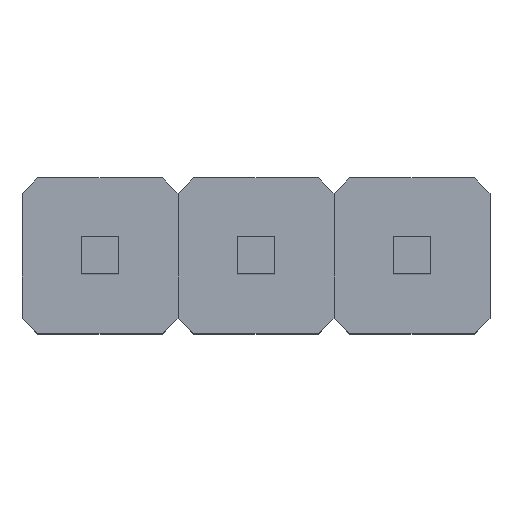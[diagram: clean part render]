
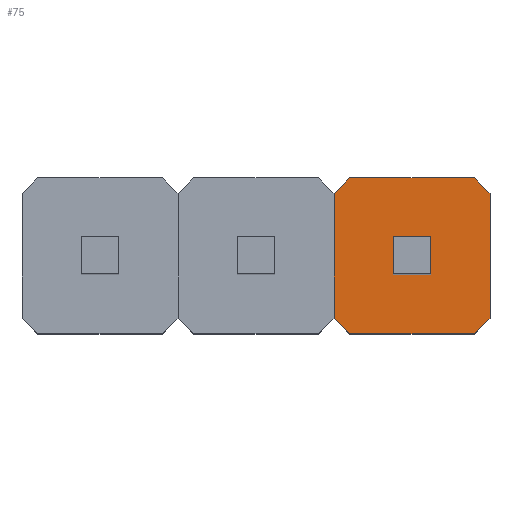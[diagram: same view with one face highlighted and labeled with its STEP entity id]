
A CAD part, top view. The second image highlights one B-rep face of the part: STEP entity #75.
In plain terms, the highlighted planar face has unit normal (0, 0, 1).
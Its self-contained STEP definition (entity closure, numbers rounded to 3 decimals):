
#9 = VERTEX_POINT ( 'NONE', #664 ) ;
#20 = LINE ( 'NONE', #176, #194 ) ;
#22 = CARTESIAN_POINT ( 'NONE',  ( -1.016, 1.27, 2.5 ) ) ;
#24 = VERTEX_POINT ( 'NONE', #32 ) ;
#25 = DIRECTION ( 'NONE',  ( 0., -1., 0. ) ) ;
#26 = ORIENTED_EDGE ( 'NONE', *, *, #83, .F. ) ;
#31 = VERTEX_POINT ( 'NONE', #334 ) ;
#32 = CARTESIAN_POINT ( 'NONE',  ( -1.27, 1.016, 2.5 ) ) ;
#36 = CARTESIAN_POINT ( 'NONE',  ( -1.27, 1.016, 2.5 ) ) ;
#75 = ADVANCED_FACE ( 'NONE', ( #388 ), #402, .T. ) ;
#83 = EDGE_CURVE ( 'NONE', #9, #24, #20, .T. ) ;
#87 = DIRECTION ( 'NONE',  ( 0.707, 0.707, 0. ) ) ;
#93 = DIRECTION ( 'NONE',  ( 0.707, -0.707, 0. ) ) ;
#96 = CARTESIAN_POINT ( 'NONE',  ( 1.016, -1.27, 2.5 ) ) ;
#122 = DIRECTION ( 'NONE',  ( 0., 1., 0. ) ) ;
#130 = VECTOR ( 'NONE', #25, 1000. ) ;
#176 = CARTESIAN_POINT ( 'NONE',  ( -1.27, -1.016, 2.5 ) ) ;
#185 = CARTESIAN_POINT ( 'NONE',  ( 1.27, 1.016, 2.5 ) ) ;
#194 = VECTOR ( 'NONE', #122, 1000. ) ;
#196 = CARTESIAN_POINT ( 'NONE',  ( -1.016, -1.27, 2.5 ) ) ;
#200 = VERTEX_POINT ( 'NONE', #562 ) ;
#216 = ORIENTED_EDGE ( 'NONE', *, *, #413, .F. ) ;
#219 = VECTOR ( 'NONE', #533, 1000. ) ;
#245 = LINE ( 'NONE', #634, #612 ) ;
#247 = VERTEX_POINT ( 'NONE', #196 ) ;
#252 = ORIENTED_EDGE ( 'NONE', *, *, #344, .T. ) ;
#266 = CARTESIAN_POINT ( 'NONE',  ( -1.27, -1.016, 2.5 ) ) ;
#271 = ORIENTED_EDGE ( 'NONE', *, *, #392, .T. ) ;
#284 = EDGE_CURVE ( 'NONE', #645, #200, #245, .T. ) ;
#286 = LINE ( 'NONE', #583, #130 ) ;
#289 = VERTEX_POINT ( 'NONE', #185 ) ;
#290 = VECTOR ( 'NONE', #93, 1000. ) ;
#303 = EDGE_CURVE ( 'NONE', #24, #31, #524, .T. ) ;
#332 = DIRECTION ( 'NONE',  ( 0., 0., 1. ) ) ;
#334 = CARTESIAN_POINT ( 'NONE',  ( -1.016, 1.27, 2.5 ) ) ;
#344 = EDGE_CURVE ( 'NONE', #289, #591, #676, .T. ) ;
#353 = DIRECTION ( 'NONE',  ( 1., 0., 0. ) ) ;
#369 = EDGE_LOOP ( 'NONE', ( #540, #26, #271, #580, #602, #627, #252, #216 ) ) ;
#388 = FACE_OUTER_BOUND ( 'NONE', #369, .T. ) ;
#392 = EDGE_CURVE ( 'NONE', #9, #247, #400, .T. ) ;
#400 = LINE ( 'NONE', #512, #290 ) ;
#402 = PLANE ( 'NONE',  #493 ) ;
#408 = VECTOR ( 'NONE', #626, 1000. ) ;
#413 = EDGE_CURVE ( 'NONE', #31, #591, #462, .T. ) ;
#436 = VECTOR ( 'NONE', #87, 1000. ) ;
#437 = CARTESIAN_POINT ( 'NONE',  ( 1.016, -1.27, 2.5 ) ) ;
#439 = VECTOR ( 'NONE', #353, 1000. ) ;
#450 = EDGE_CURVE ( 'NONE', #289, #200, #286, .T. ) ;
#452 = DIRECTION ( 'NONE',  ( 1., 0., 0. ) ) ;
#462 = LINE ( 'NONE', #22, #439 ) ;
#466 = CARTESIAN_POINT ( 'NONE',  ( 1.27, 1.016, 2.5 ) ) ;
#493 = AXIS2_PLACEMENT_3D ( 'NONE', #266, #332, #452 ) ;
#512 = CARTESIAN_POINT ( 'NONE',  ( -1.27, -1.016, 2.5 ) ) ;
#515 = DIRECTION ( 'NONE',  ( 0.707, 0.707, 0. ) ) ;
#524 = LINE ( 'NONE', #36, #436 ) ;
#533 = DIRECTION ( 'NONE',  ( -1., 0., 0. ) ) ;
#540 = ORIENTED_EDGE ( 'NONE', *, *, #303, .F. ) ;
#562 = CARTESIAN_POINT ( 'NONE',  ( 1.27, -1.016, 2.5 ) ) ;
#580 = ORIENTED_EDGE ( 'NONE', *, *, #605, .F. ) ;
#583 = CARTESIAN_POINT ( 'NONE',  ( 1.27, 1.016, 2.5 ) ) ;
#587 = LINE ( 'NONE', #96, #219 ) ;
#591 = VERTEX_POINT ( 'NONE', #696 ) ;
#602 = ORIENTED_EDGE ( 'NONE', *, *, #284, .T. ) ;
#605 = EDGE_CURVE ( 'NONE', #645, #247, #587, .T. ) ;
#612 = VECTOR ( 'NONE', #515, 1000. ) ;
#626 = DIRECTION ( 'NONE',  ( -0.707, 0.707, 0. ) ) ;
#627 = ORIENTED_EDGE ( 'NONE', *, *, #450, .F. ) ;
#634 = CARTESIAN_POINT ( 'NONE',  ( 1.016, -1.27, 2.5 ) ) ;
#645 = VERTEX_POINT ( 'NONE', #437 ) ;
#664 = CARTESIAN_POINT ( 'NONE',  ( -1.27, -1.016, 2.5 ) ) ;
#676 = LINE ( 'NONE', #466, #408 ) ;
#696 = CARTESIAN_POINT ( 'NONE',  ( 1.016, 1.27, 2.5 ) ) ;
